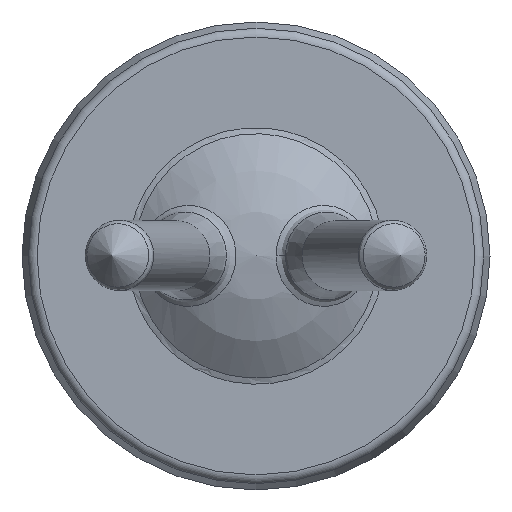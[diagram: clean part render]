
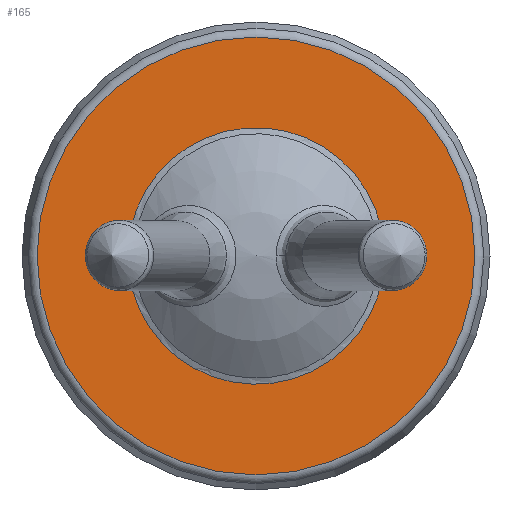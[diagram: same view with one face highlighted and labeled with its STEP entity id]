
A CAD part, top view. The second image highlights one B-rep face of the part: STEP entity #165.
In plain terms, the highlighted planar face has unit normal (0, 0, 1).
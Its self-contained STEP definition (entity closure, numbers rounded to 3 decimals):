
#66 = TOROIDAL_SURFACE('',#67,28.068,1.2);
#67 = AXIS2_PLACEMENT_3D('',#68,#69,#70);
#68 = CARTESIAN_POINT('',(0.,0.,1.8));
#69 = DIRECTION('',(0.,0.,1.));
#70 = DIRECTION('',(1.,0.,0.));
#110 = VERTEX_POINT('',#111);
#111 = CARTESIAN_POINT('',(28.068,0.,3.));
#135 = EDGE_CURVE('',#110,#110,#136,.T.);
#136 = SURFACE_CURVE('',#137,(#142,#149),.PCURVE_S1.);
#137 = CIRCLE('',#138,28.068);
#138 = AXIS2_PLACEMENT_3D('',#139,#140,#141);
#139 = CARTESIAN_POINT('',(0.,0.,3.));
#140 = DIRECTION('',(0.,0.,-1.));
#141 = DIRECTION('',(1.,0.,0.));
#142 = PCURVE('',#66,#143);
#143 = DEFINITIONAL_REPRESENTATION('',(#144),#148);
#144 = LINE('',#145,#146);
#145 = CARTESIAN_POINT('',(-0.,1.571));
#146 = VECTOR('',#147,1.);
#147 = DIRECTION('',(-1.,0.));
#148 = ( GEOMETRIC_REPRESENTATION_CONTEXT(2) 
PARAMETRIC_REPRESENTATION_CONTEXT() REPRESENTATION_CONTEXT('2D SPACE',''
  ) );
#149 = PCURVE('',#150,#155);
#150 = PLANE('',#151);
#151 = AXIS2_PLACEMENT_3D('',#152,#153,#154);
#152 = CARTESIAN_POINT('',(0.,0.,3.));
#153 = DIRECTION('',(-0.,0.,-1.));
#154 = DIRECTION('',(1.,0.,0.));
#155 = DEFINITIONAL_REPRESENTATION('',(#156),#160);
#156 = CIRCLE('',#157,28.068);
#157 = AXIS2_PLACEMENT_2D('',#158,#159);
#158 = CARTESIAN_POINT('',(0.,0.));
#159 = DIRECTION('',(1.,0.));
#160 = ( GEOMETRIC_REPRESENTATION_CONTEXT(2) 
PARAMETRIC_REPRESENTATION_CONTEXT() REPRESENTATION_CONTEXT('2D SPACE',''
  ) );
#165 = ADVANCED_FACE('',(#166,#169),#150,.F.);
#166 = FACE_BOUND('',#167,.F.);
#167 = EDGE_LOOP('',(#168));
#168 = ORIENTED_EDGE('',*,*,#135,.T.);
#169 = FACE_BOUND('',#170,.F.);
#170 = EDGE_LOOP('',(#171));
#171 = ORIENTED_EDGE('',*,*,#172,.F.);
#172 = EDGE_CURVE('',#173,#173,#175,.T.);
#173 = VERTEX_POINT('',#174);
#174 = CARTESIAN_POINT('',(16.444,0.,3.));
#175 = SURFACE_CURVE('',#176,(#197,#221),.PCURVE_S1.);
#176 = ( BOUNDED_CURVE() B_SPLINE_CURVE(10,(#177,#178,#179,#180,#181,
    #182,#183,#184,#185,#186,#187,#188,#189,#190,#191,#192,#193,#194,
#195,#196),.UNSPECIFIED.,.T.,.F.) B_SPLINE_CURVE_WITH_KNOTS((11,9,11),(
    0.,50.265,100.531),.UNSPECIFIED.) 
CURVE() GEOMETRIC_REPRESENTATION_ITEM() RATIONAL_B_SPLINE_CURVE((1.,1.,
    1.,1.,1.,1.,1.,1.,1.
,1.,1.,1.,1.,1.,1.,1.,1.,1.,1.,1.)) REPRESENTATION_ITEM('') );
#177 = CARTESIAN_POINT('',(16.444,0.,3.));
#178 = CARTESIAN_POINT('',(16.444,-5.091,3.));
#179 = CARTESIAN_POINT('',(14.692,-10.26,3.));
#180 = CARTESIAN_POINT('',(11.101,-14.78,3.));
#181 = CARTESIAN_POINT('',(5.953,-17.86,3.));
#182 = CARTESIAN_POINT('',(-0.004,-18.909,3.));
#183 = CARTESIAN_POINT('',(-5.94,-17.835,3.));
#184 = CARTESIAN_POINT('',(-11.035,-14.789,3.));
#185 = CARTESIAN_POINT('',(-14.64,-10.332,3.));
#186 = CARTESIAN_POINT('',(-16.444,-5.166,3.));
#187 = CARTESIAN_POINT('',(-16.444,5.166,3.));
#188 = CARTESIAN_POINT('',(-14.64,10.332,3.));
#189 = CARTESIAN_POINT('',(-11.035,14.789,3.));
#190 = CARTESIAN_POINT('',(-5.94,17.835,3.));
#191 = CARTESIAN_POINT('',(-0.004,18.909,3.));
#192 = CARTESIAN_POINT('',(5.953,17.86,3.));
#193 = CARTESIAN_POINT('',(11.101,14.78,3.));
#194 = CARTESIAN_POINT('',(14.692,10.26,3.));
#195 = CARTESIAN_POINT('',(16.444,5.091,3.));
#196 = CARTESIAN_POINT('',(16.444,0.,3.));
#197 = PCURVE('',#150,#198);
#198 = DEFINITIONAL_REPRESENTATION('',(#199),#220);
#199 = ( BOUNDED_CURVE() B_SPLINE_CURVE(10,(#200,#201,#202,#203,#204,
    #205,#206,#207,#208,#209,#210,#211,#212,#213,#214,#215,#216,#217,
#218,#219),.UNSPECIFIED.,.F.,.F.) B_SPLINE_CURVE_WITH_KNOTS((11,9,11),(
    0.,50.265,100.531),.UNSPECIFIED.) 
CURVE() GEOMETRIC_REPRESENTATION_ITEM() RATIONAL_B_SPLINE_CURVE((1.,1.,
    1.,1.,1.,1.,1.,1.,1.
,1.,1.,1.,1.,1.,1.,1.,1.,1.,1.,1.)) REPRESENTATION_ITEM('') );
#200 = CARTESIAN_POINT('',(16.444,0.));
#201 = CARTESIAN_POINT('',(16.444,5.091));
#202 = CARTESIAN_POINT('',(14.692,10.26));
#203 = CARTESIAN_POINT('',(11.101,14.78));
#204 = CARTESIAN_POINT('',(5.953,17.86));
#205 = CARTESIAN_POINT('',(-0.004,18.909));
#206 = CARTESIAN_POINT('',(-5.94,17.835));
#207 = CARTESIAN_POINT('',(-11.035,14.789));
#208 = CARTESIAN_POINT('',(-14.64,10.332));
#209 = CARTESIAN_POINT('',(-16.444,5.166));
#210 = CARTESIAN_POINT('',(-16.444,-5.166));
#211 = CARTESIAN_POINT('',(-14.64,-10.332));
#212 = CARTESIAN_POINT('',(-11.035,-14.789));
#213 = CARTESIAN_POINT('',(-5.94,-17.835));
#214 = CARTESIAN_POINT('',(-0.004,-18.909));
#215 = CARTESIAN_POINT('',(5.953,-17.86));
#216 = CARTESIAN_POINT('',(11.101,-14.78));
#217 = CARTESIAN_POINT('',(14.692,-10.26));
#218 = CARTESIAN_POINT('',(16.444,-5.091));
#219 = CARTESIAN_POINT('',(16.444,0.));
#220 = ( GEOMETRIC_REPRESENTATION_CONTEXT(2) 
PARAMETRIC_REPRESENTATION_CONTEXT() REPRESENTATION_CONTEXT('2D SPACE',''
  ) );
#221 = PCURVE('',#222,#283);
#222 = ( BOUNDED_SURFACE() B_SPLINE_SURFACE(2,10,(
    (#223,#224,#225,#226,#227,#228,#229,#230,#231,#232,#233,#234,#235
      ,#236,#237,#238,#239,#240,#241,#242)
    ,(#243,#244,#245,#246,#247,#248,#249,#250,#251,#252,#253,#254,#255
      ,#256,#257,#258,#259,#260,#261,#262)
    ,(#263,#264,#265,#266,#267,#268,#269,#270,#271,#272,#273,#274,#275
      ,#276,#277,#278,#279,#280,#281,#282
)),.UNSPECIFIED.,.F.,.T.,.F.) B_SPLINE_SURFACE_WITH_KNOTS((3,3),(11,9,11
    ),(0.,100.531),(0.,50.265,
100.531),.UNSPECIFIED.) GEOMETRIC_REPRESENTATION_ITEM() 
RATIONAL_B_SPLINE_SURFACE((
    (1.,1.,1.,1.,1.,1.
      ,1.,1.,1.,1.,1.,1.,1.,1.,1.,1.,1.,1.,1.,1.)
    ,(0.939,0.939,0.939,0.939
      ,0.939,0.939,0.939,0.939
      ,0.939,0.939,0.939,0.939
      ,0.939,0.939,0.939,0.939
      ,0.939,0.939,0.939,0.939)
    ,(1.,1.,1.,1.,1.,1.
      ,1.,1.,1.,1.,1.,1.,1.,1.,1.,1.,1.,1.,1.,1.
))) REPRESENTATION_ITEM('') SURFACE() );
#223 = CARTESIAN_POINT('',(16.444,0.,3.));
#224 = CARTESIAN_POINT('',(16.444,-5.091,3.));
#225 = CARTESIAN_POINT('',(14.692,-10.26,3.));
#226 = CARTESIAN_POINT('',(11.101,-14.78,3.));
#227 = CARTESIAN_POINT('',(5.953,-17.86,3.));
#228 = CARTESIAN_POINT('',(-0.004,-18.909,3.));
#229 = CARTESIAN_POINT('',(-5.94,-17.835,3.));
#230 = CARTESIAN_POINT('',(-11.035,-14.789,3.));
#231 = CARTESIAN_POINT('',(-14.64,-10.332,3.));
#232 = CARTESIAN_POINT('',(-16.444,-5.166,3.));
#233 = CARTESIAN_POINT('',(-16.444,5.166,3.));
#234 = CARTESIAN_POINT('',(-14.64,10.332,3.));
#235 = CARTESIAN_POINT('',(-11.035,14.789,3.));
#236 = CARTESIAN_POINT('',(-5.94,17.835,3.));
#237 = CARTESIAN_POINT('',(-0.004,18.909,3.));
#238 = CARTESIAN_POINT('',(5.953,17.86,3.));
#239 = CARTESIAN_POINT('',(11.101,14.78,3.));
#240 = CARTESIAN_POINT('',(14.692,10.26,3.));
#241 = CARTESIAN_POINT('',(16.444,5.091,3.));
#242 = CARTESIAN_POINT('',(16.444,0.,3.));
#243 = CARTESIAN_POINT('',(16.006,0.,3.));
#244 = CARTESIAN_POINT('',(16.006,-4.956,3.));
#245 = CARTESIAN_POINT('',(14.301,-9.987,3.));
#246 = CARTESIAN_POINT('',(10.806,-14.387,3.));
#247 = CARTESIAN_POINT('',(5.795,-17.384,3.));
#248 = CARTESIAN_POINT('',(-0.004,-18.406,3.));
#249 = CARTESIAN_POINT('',(-5.781,-17.36,3.));
#250 = CARTESIAN_POINT('',(-10.741,-14.395,3.));
#251 = CARTESIAN_POINT('',(-14.251,-10.057,3.));
#252 = CARTESIAN_POINT('',(-16.006,-5.028,3.));
#253 = CARTESIAN_POINT('',(-16.006,5.028,3.));
#254 = CARTESIAN_POINT('',(-14.251,10.057,3.));
#255 = CARTESIAN_POINT('',(-10.741,14.395,3.));
#256 = CARTESIAN_POINT('',(-5.781,17.36,3.));
#257 = CARTESIAN_POINT('',(-0.004,18.406,3.));
#258 = CARTESIAN_POINT('',(5.795,17.384,3.));
#259 = CARTESIAN_POINT('',(10.806,14.387,3.));
#260 = CARTESIAN_POINT('',(14.301,9.987,3.));
#261 = CARTESIAN_POINT('',(16.006,4.956,3.));
#262 = CARTESIAN_POINT('',(16.006,0.,3.));
#263 = CARTESIAN_POINT('',(15.671,0.,
    3.282));
#264 = CARTESIAN_POINT('',(15.671,-4.852,
    3.282));
#265 = CARTESIAN_POINT('',(14.002,-9.778,3.282
    ));
#266 = CARTESIAN_POINT('',(10.58,-14.086,
    3.282));
#267 = CARTESIAN_POINT('',(5.674,-17.021,3.282
    ));
#268 = CARTESIAN_POINT('',(-0.004,-18.021,
    3.282));
#269 = CARTESIAN_POINT('',(-5.66,-16.997,
    3.282));
#270 = CARTESIAN_POINT('',(-10.516,-14.094,
    3.282));
#271 = CARTESIAN_POINT('',(-13.952,-9.847,
    3.282));
#272 = CARTESIAN_POINT('',(-15.671,-4.923,
    3.282));
#273 = CARTESIAN_POINT('',(-15.671,4.923,3.282
    ));
#274 = CARTESIAN_POINT('',(-13.952,9.847,3.282
    ));
#275 = CARTESIAN_POINT('',(-10.516,14.094,
    3.282));
#276 = CARTESIAN_POINT('',(-5.66,16.997,
    3.282));
#277 = CARTESIAN_POINT('',(-0.004,18.021,
    3.282));
#278 = CARTESIAN_POINT('',(5.674,17.021,3.282
    ));
#279 = CARTESIAN_POINT('',(10.58,14.086,
    3.282));
#280 = CARTESIAN_POINT('',(14.002,9.778,3.282
    ));
#281 = CARTESIAN_POINT('',(15.671,4.852,3.282
    ));
#282 = CARTESIAN_POINT('',(15.671,0.,
    3.282));
#283 = DEFINITIONAL_REPRESENTATION('',(#284),#288);
#284 = LINE('',#285,#286);
#285 = CARTESIAN_POINT('',(0.,0.));
#286 = VECTOR('',#287,1.);
#287 = DIRECTION('',(0.,1.));
#288 = ( GEOMETRIC_REPRESENTATION_CONTEXT(2) 
PARAMETRIC_REPRESENTATION_CONTEXT() REPRESENTATION_CONTEXT('2D SPACE',''
  ) );
